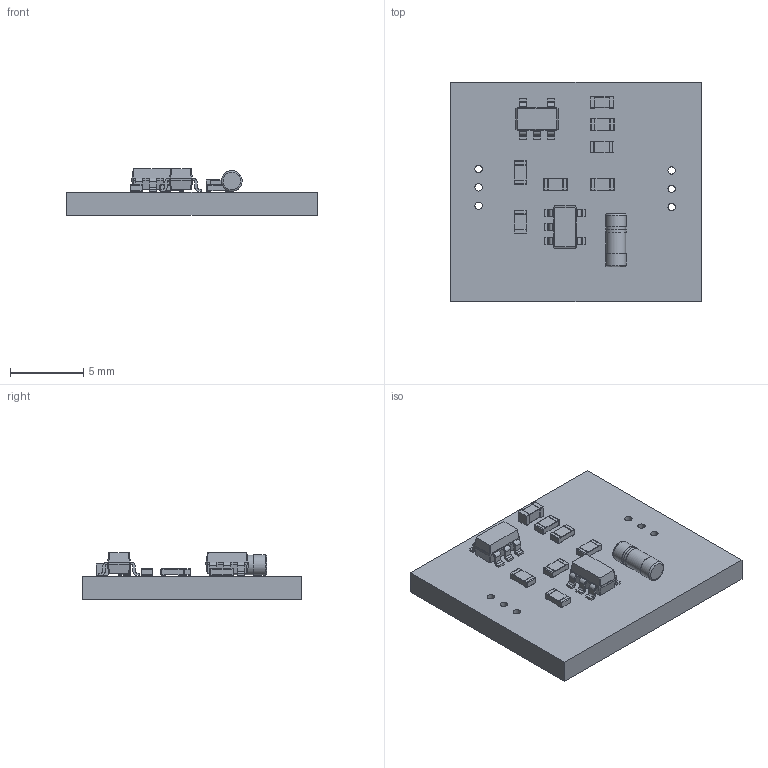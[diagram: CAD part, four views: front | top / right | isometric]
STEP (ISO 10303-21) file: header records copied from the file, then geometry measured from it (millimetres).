
FILE_DESCRIPTION(('KiCad electronic assembly'),'2;1');
FILE_NAME('Sensors_V1.step','2020-11-14T00:51:32',('Pcbnew'),('Kicad'), 'Open CASCADE STEP processor 7.4','KiCad to STEP converter','Unknown' );
FILE_SCHEMA(('AUTOMOTIVE_DESIGN { 1 0 10303 214 1 1 1 1 }'));
Length unit declared in the file: millimetre
Products named in the file (10): Open CASCADE STEP translator 7.4 1; R_0603_1608Metric; SOLID; C_0603_1608Metric; SOT-23-5; D_MiniMELF; COMPOUND
Assembly tree (15 placements, depth 3):
  Open CASCADE STEP translator 7.4 1
    R_0603_1608Metric  x6
      SOLID
    C_0603_1608Metric
      SOLID
    SOT-23-5  x2
      SOLID
    D_MiniMELF
      SOLID
    COMPOUND
Bounding box: 17.05 x 14.92 x 3.2 mm (x, y, z)
Volume: 427.9 mm3; surface area: 733 mm2
Topology: 11 solids, 11 shells, 427 faces, 1083 edges, 684 vertices
Faces by surface type: bspline 415, plane 6, cylinder 6
Full cylindrical faces by diameter (mm): 0.5 x6
Entity records: 12272 total; most frequent: CARTESIAN_POINT 4620, B_SPLINE_CURVE_WITH_KNOTS 1124, ORIENTED_EDGE 932, PCURVE 932, DEFINITIONAL_REPRESENTATION 932, EDGE_CURVE 466, SURFACE_CURVE 453, VERTEX_POINT 294
